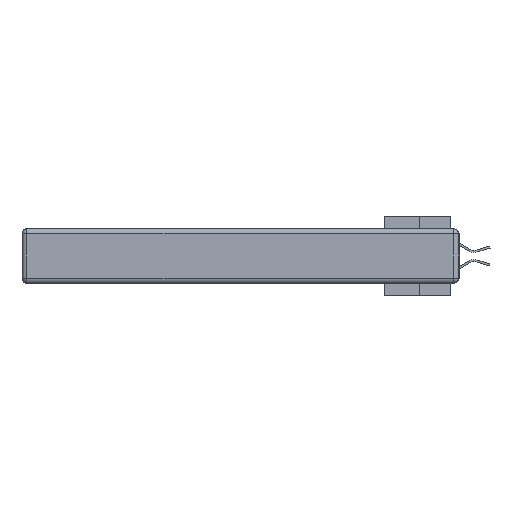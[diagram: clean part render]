
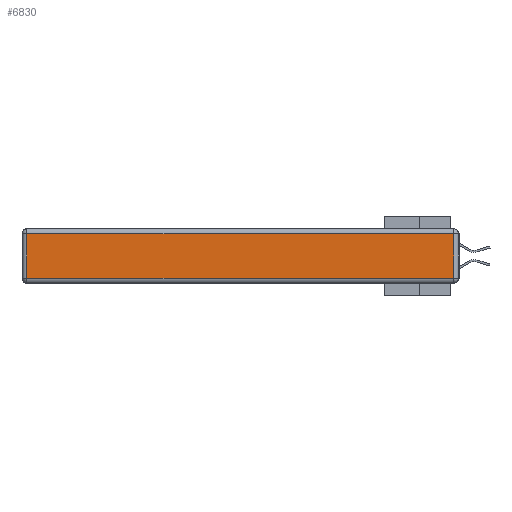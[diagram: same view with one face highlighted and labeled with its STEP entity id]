
A CAD part, left-side view. The second image highlights one B-rep face of the part: STEP entity #6830.
In plain terms, the highlighted planar face has unit normal (-1, 0, 0).
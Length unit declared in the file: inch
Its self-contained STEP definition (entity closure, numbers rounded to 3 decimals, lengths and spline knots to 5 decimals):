
#2134 = ORIENTED_EDGE ( 'NONE', *, *, #18689, .T. ) ;
#2729 = LINE ( 'NONE', #31717, #23366 ) ;
#3227 = CARTESIAN_POINT ( 'NONE',  ( 0., 2.72, -0.343 ) ) ;
#3329 = CARTESIAN_POINT ( 'NONE',  ( 0., 0., -0.313 ) ) ;
#6108 = ORIENTED_EDGE ( 'NONE', *, *, #28099, .T. ) ;
#6830 = ADVANCED_FACE ( 'NONE', ( #20109 ), #23517, .T. ) ;
#7228 = LINE ( 'NONE', #20954, #24391 ) ;
#9224 = EDGE_CURVE ( 'NONE', #23935, #17057, #7228, .T. ) ;
#10765 = LINE ( 'NONE', #3329, #35472 ) ;
#11556 = AXIS2_PLACEMENT_3D ( 'NONE', #26732, #23647, #39818 ) ;
#12008 = CARTESIAN_POINT ( 'NONE',  ( 0., 2.72, -0.313 ) ) ;
#13604 = CARTESIAN_POINT ( 'NONE',  ( 0., 2.72, -0.03 ) ) ;
#13900 = CARTESIAN_POINT ( 'NONE',  ( 0., 0.03, -0.03 ) ) ;
#15166 = DIRECTION ( 'NONE',  ( 0., 1., 0. ) ) ;
#17057 = VERTEX_POINT ( 'NONE', #13604 ) ;
#18141 = EDGE_CURVE ( 'NONE', #32398, #23935, #2729, .T. ) ;
#18689 = EDGE_CURVE ( 'NONE', #29800, #32398, #10765, .T. ) ;
#18908 = DIRECTION ( 'NONE',  ( 0., 0., 1. ) ) ;
#19134 = CARTESIAN_POINT ( 'NONE',  ( 0., 0.03, -0.313 ) ) ;
#19821 = ORIENTED_EDGE ( 'NONE', *, *, #9224, .T. ) ;
#20109 = FACE_OUTER_BOUND ( 'NONE', #39310, .T. ) ;
#20954 = CARTESIAN_POINT ( 'NONE',  ( 0., 2.75, -0.03 ) ) ;
#21247 = VECTOR ( 'NONE', #29016, 39.37008 ) ;
#23366 = VECTOR ( 'NONE', #18908, 39.37008 ) ;
#23517 = PLANE ( 'NONE',  #11556 ) ;
#23647 = DIRECTION ( 'NONE',  ( -1., 0., 0. ) ) ;
#23935 = VERTEX_POINT ( 'NONE', #13900 ) ;
#24391 = VECTOR ( 'NONE', #15166, 39.37008 ) ;
#26732 = CARTESIAN_POINT ( 'NONE',  ( 0., 0., -0.343 ) ) ;
#27315 = ORIENTED_EDGE ( 'NONE', *, *, #18141, .T. ) ;
#28099 = EDGE_CURVE ( 'NONE', #17057, #29800, #29826, .T. ) ;
#29016 = DIRECTION ( 'NONE',  ( 0., 0., -1. ) ) ;
#29800 = VERTEX_POINT ( 'NONE', #12008 ) ;
#29826 = LINE ( 'NONE', #3227, #21247 ) ;
#31717 = CARTESIAN_POINT ( 'NONE',  ( 0., 0.03, -0.343 ) ) ;
#32398 = VERTEX_POINT ( 'NONE', #19134 ) ;
#35472 = VECTOR ( 'NONE', #38419, 39.37008 ) ;
#38419 = DIRECTION ( 'NONE',  ( 0., -1., 0. ) ) ;
#39310 = EDGE_LOOP ( 'NONE', ( #2134, #27315, #19821, #6108 ) ) ;
#39818 = DIRECTION ( 'NONE',  ( 0., 0., 1. ) ) ;
